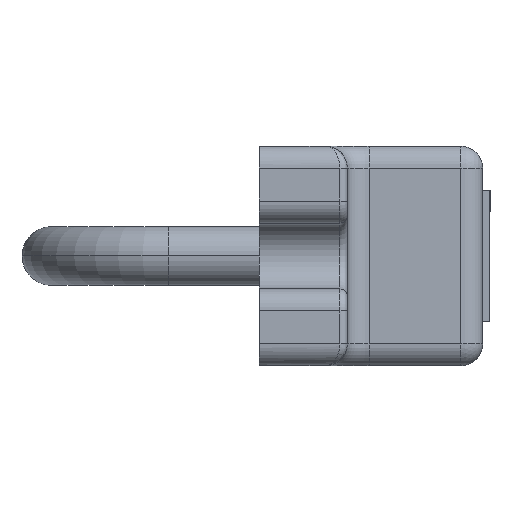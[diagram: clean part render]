
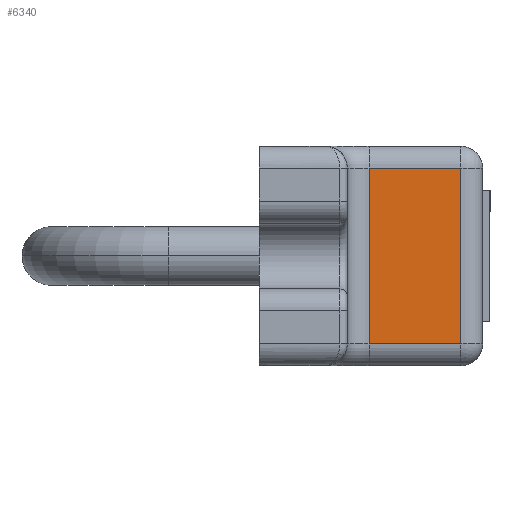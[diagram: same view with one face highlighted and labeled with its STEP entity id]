
A CAD part, left-side view. The second image highlights one B-rep face of the part: STEP entity #6340.
In plain terms, the highlighted planar face has unit normal (-1, 0, 0).
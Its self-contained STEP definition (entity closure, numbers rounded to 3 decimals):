
#524 = LINE ( 'NONE', #7225, #9702 ) ;
#858 = FACE_OUTER_BOUND ( 'NONE', #1913, .T. ) ;
#1130 = VECTOR ( 'NONE', #3377, 1000. ) ;
#1405 = DIRECTION ( 'NONE',  ( 0., 1., 0. ) ) ;
#1475 = LINE ( 'NONE', #3850, #11226 ) ;
#1821 = VERTEX_POINT ( 'NONE', #7365 ) ;
#1913 = EDGE_LOOP ( 'NONE', ( #2534, #15280, #3198, #7183 ) ) ;
#2503 = VECTOR ( 'NONE', #3549, 1000. ) ;
#2534 = ORIENTED_EDGE ( 'NONE', *, *, #10781, .T. ) ;
#3168 = EDGE_CURVE ( 'NONE', #13364, #4001, #9025, .T. ) ;
#3198 = ORIENTED_EDGE ( 'NONE', *, *, #4251, .T. ) ;
#3377 = DIRECTION ( 'NONE',  ( 0., 0., 1. ) ) ;
#3549 = DIRECTION ( 'NONE',  ( 0., -1., 0. ) ) ;
#3850 = CARTESIAN_POINT ( 'NONE',  ( -75.5, 6., 12. ) ) ;
#4001 = VERTEX_POINT ( 'NONE', #14566 ) ;
#4251 = EDGE_CURVE ( 'NONE', #4001, #1821, #13154, .T. ) ;
#4765 = VERTEX_POINT ( 'NONE', #12034 ) ;
#5263 = CARTESIAN_POINT ( 'NONE',  ( -75.5, -9.5, -12. ) ) ;
#5692 = AXIS2_PLACEMENT_3D ( 'NONE', #9596, #14324, #9710 ) ;
#6340 = ADVANCED_FACE ( 'NONE', ( #858 ), #10706, .F. ) ;
#7183 = ORIENTED_EDGE ( 'NONE', *, *, #10923, .T. ) ;
#7225 = CARTESIAN_POINT ( 'NONE',  ( -75.5, 3., -15. ) ) ;
#7365 = CARTESIAN_POINT ( 'NONE',  ( -75.5, -9.5, 12. ) ) ;
#7756 = CARTESIAN_POINT ( 'NONE',  ( -75.5, 3., -12. ) ) ;
#8197 = CARTESIAN_POINT ( 'NONE',  ( -75.5, -9.5, 15. ) ) ;
#9025 = LINE ( 'NONE', #5263, #2503 ) ;
#9596 = CARTESIAN_POINT ( 'NONE',  ( -75.5, -9.5, -15. ) ) ;
#9702 = VECTOR ( 'NONE', #14579, 1000. ) ;
#9710 = DIRECTION ( 'NONE',  ( 0., 0., -1. ) ) ;
#10706 = PLANE ( 'NONE',  #5692 ) ;
#10781 = EDGE_CURVE ( 'NONE', #4765, #13364, #524, .T. ) ;
#10923 = EDGE_CURVE ( 'NONE', #1821, #4765, #1475, .T. ) ;
#11226 = VECTOR ( 'NONE', #1405, 1000. ) ;
#12034 = CARTESIAN_POINT ( 'NONE',  ( -75.5, 3., 12. ) ) ;
#13154 = LINE ( 'NONE', #8197, #1130 ) ;
#13364 = VERTEX_POINT ( 'NONE', #7756 ) ;
#14324 = DIRECTION ( 'NONE',  ( 1., 0., 0. ) ) ;
#14566 = CARTESIAN_POINT ( 'NONE',  ( -75.5, -9.5, -12. ) ) ;
#14579 = DIRECTION ( 'NONE',  ( 0., 0., -1. ) ) ;
#15280 = ORIENTED_EDGE ( 'NONE', *, *, #3168, .T. ) ;
